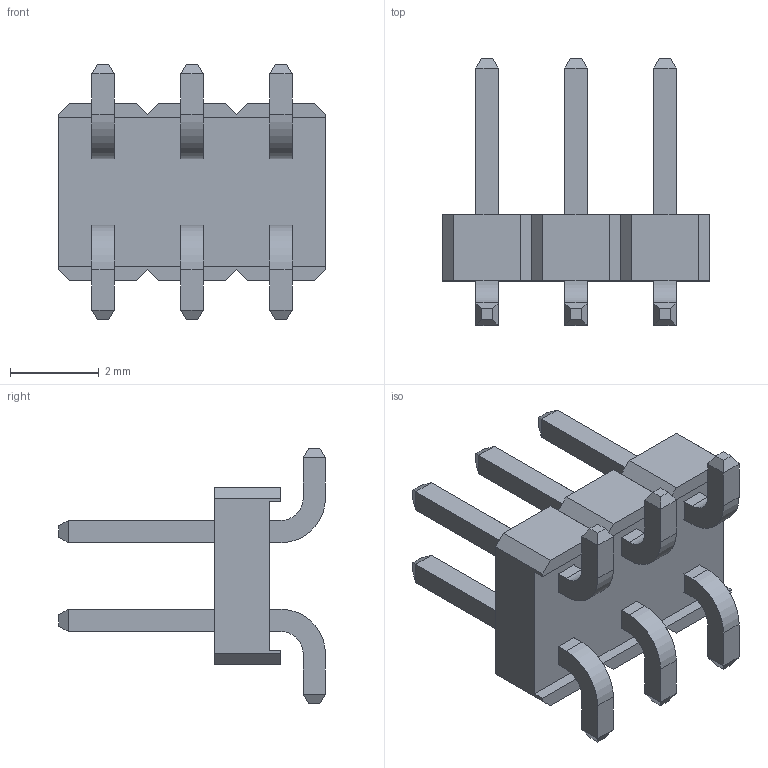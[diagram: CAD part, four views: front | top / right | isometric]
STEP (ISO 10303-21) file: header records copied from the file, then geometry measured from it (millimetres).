
FILE_DESCRIPTION((''),'2;1');
FILE_NAME('M22-53203XX_ASM','2015-10-01T',('wpreston'),(''),'CREO PARAMETRIC BY PTC INC, 2014190','CREO PARAMETRIC BY PTC INC, 2014190','');
FILE_SCHEMA(('CONFIG_CONTROL_DESIGN'));
Length unit declared in the file: millimetre
Products named in the file (3): M22-53203_MOULD; M22-532_CONTACT; M22-53203XX_ASM
Assembly tree (7 placements, depth 2):
  M22-53203XX_ASM
    M22-53203_MOULD
    M22-532_CONTACT  x6
Bounding box: 6 x 6 x 5.75 mm (x, y, z)
Volume: 39.2 mm3; surface area: 178.6 mm2
Topology: 7 solids, 7 shells, 158 faces, 384 edges, 240 vertices
Faces by surface type: plane 146, cylinder 12
Entity records: 2853 total; most frequent: CARTESIAN_POINT 382, ORIENTED_EDGE 368, DIRECTION 344, PRESENTATION_STYLE_ASSIGNMENT 191, STYLED_ITEM 191, CURVE_STYLE 184, EDGE_CURVE 184, VECTOR 180
